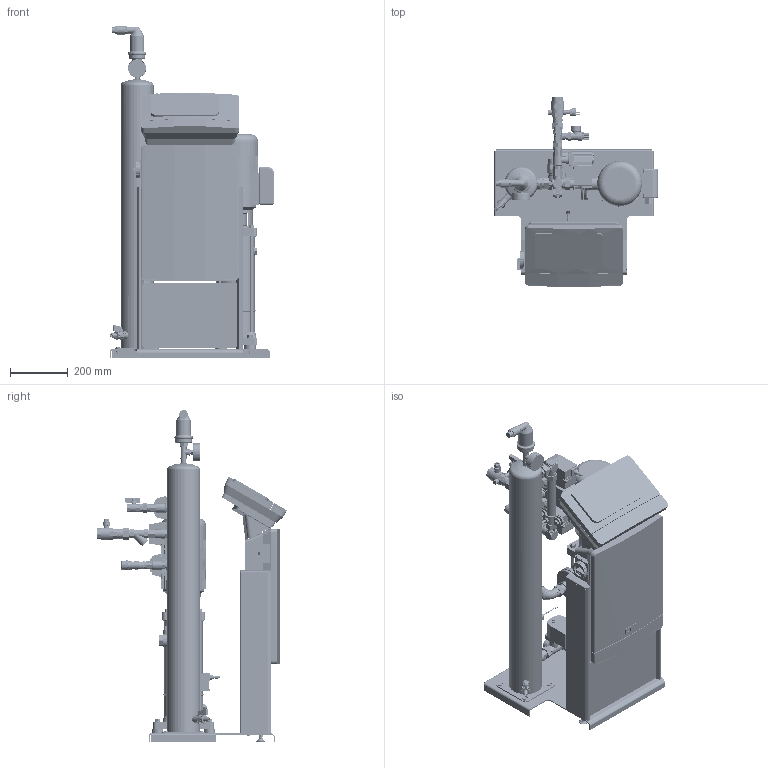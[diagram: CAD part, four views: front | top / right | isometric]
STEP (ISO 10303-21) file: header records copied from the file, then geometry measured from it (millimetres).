
FILE_DESCRIPTION(/* description */ (''),/* implementation_level */ '2;1');
FILE_NAME(/* name */ '3d_Reflex''ServimatL''70°C-8910700.stp',/* time_stamp */ '2019-09-18T14:17:14+02:00',/* author */ ('Andrzej'),/* organization */ (''),/* preprocessor_version */ 'ST-DEVELOPER v16.13',/* originating_system */ 'AutoCAD Mechanical',/* authorisation */ '');
FILE_SCHEMA (('AUTOMOTIVE_DESIGN { 1 0 10303 214 3 1 1 }'));
Products named in the file (1): Product
Bounding box: 568.72 x 658.83 x 1151.95 mm (x, y, z)
Volume: 53115427.5 mm3; surface area: 4176167.6 mm2
Topology: 190 solids, 192 shells, 5938 faces, 15084 edges, 9955 vertices
Faces by surface type: plane 4551, cylinder 1155, torus 118, cone 94, bspline 13, sphere 7
Full cylindrical faces by diameter (mm): 1 x1, 1.5 x2, 2 x1, 3 x1, 3.6 x1, 4 x1, 5 x10, 5.095 x18, 5.4 x6, 5.5 x12, 6 x20, 6.2 x2, 6.4 x1, 8 x9, 8.3 x1, 8.5 x2, 8.612 x1, 9 x1, 10 x17, 10.5 x9, 11 x8, 11.2 x18, 11.5 x4, 11.63 x2, 12 x2, 13 x1, 13.5 x8, 14 x1, 14.5 x1, 14.63 x2
Entity records: 177572 total; most frequent: CARTESIAN_POINT 35748, ORIENTED_EDGE 28670, DIRECTION 28340, EDGE_CURVE 14333, LINE 11240, VECTOR 11240, VERTEX_POINT 9777, AXIS2_PLACEMENT_3D 8550
